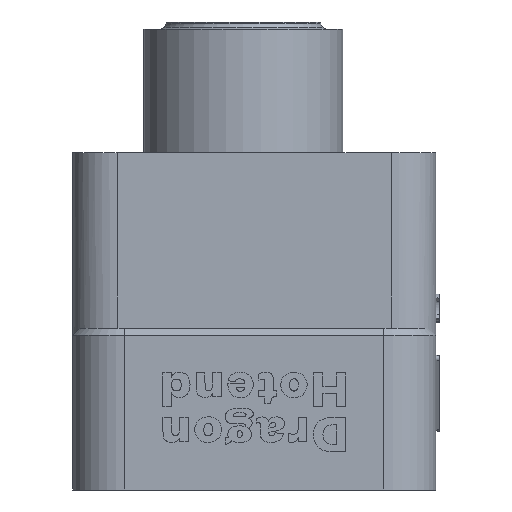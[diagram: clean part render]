
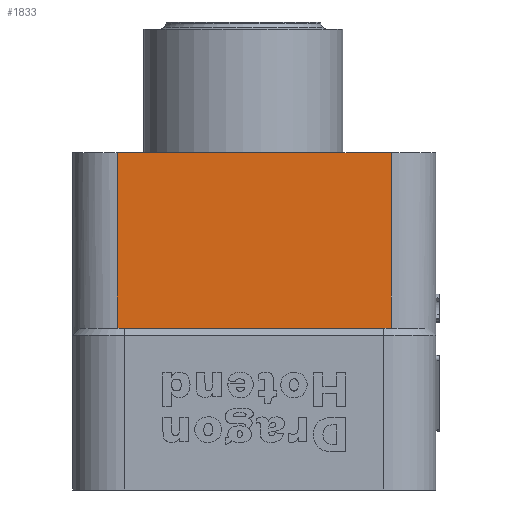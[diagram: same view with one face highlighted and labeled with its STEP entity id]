
A CAD part, front view. The second image highlights one B-rep face of the part: STEP entity #1833.
In plain terms, the highlighted planar face has unit normal (0, -1, 0).
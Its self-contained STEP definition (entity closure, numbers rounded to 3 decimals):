
#808=FACE_OUTER_BOUND('',#2906,.T.);
#1199=LINE('',#11193,#2329);
#1200=LINE('',#11210,#2330);
#1275=LINE('',#11532,#2405);
#1276=LINE('',#11534,#2406);
#1277=LINE('',#11536,#2407);
#1549=PLANE('',#7250);
#1833=ADVANCED_FACE('',(#808),#1549,.F.);
#2329=VECTOR('',#8003,1.);
#2330=VECTOR('',#8016,1.);
#2405=VECTOR('',#8371,1.);
#2406=VECTOR('',#8374,1.);
#2407=VECTOR('',#8375,1.);
#2906=EDGE_LOOP('',(#4146,#4147,#4148,#4149,#4150));
#4146=ORIENTED_EDGE('',*,*,#6106,.T.);
#4147=ORIENTED_EDGE('',*,*,#6263,.F.);
#4148=ORIENTED_EDGE('',*,*,#6264,.T.);
#4149=ORIENTED_EDGE('',*,*,#6265,.F.);
#4150=ORIENTED_EDGE('',*,*,#6099,.T.);
#5379=VERTEX_POINT('',#11194);
#5380=VERTEX_POINT('',#11195);
#5384=VERTEX_POINT('',#11209);
#5477=VERTEX_POINT('',#11531);
#5478=VERTEX_POINT('',#11535);
#6099=EDGE_CURVE('',#5379,#5380,#1199,.T.);
#6106=EDGE_CURVE('',#5380,#5384,#1200,.T.);
#6263=EDGE_CURVE('',#5477,#5384,#1275,.T.);
#6264=EDGE_CURVE('',#5477,#5478,#1276,.T.);
#6265=EDGE_CURVE('',#5379,#5478,#1277,.T.);
#7250=AXIS2_PLACEMENT_3D('',#11537,#8376,#8377);
#8003=DIRECTION('',(-1.,0.,0.));
#8016=DIRECTION('',(-1.,0.,0.));
#8371=DIRECTION('',(0.,0.,1.));
#8374=DIRECTION('',(1.,0.,0.));
#8375=DIRECTION('',(0.,0.,-1.));
#8376=DIRECTION('',(0.,1.,0.));
#8377=DIRECTION('',(0.,0.,1.));
#11193=CARTESIAN_POINT('',(-33.739,-6.685,88.05));
#11194=CARTESIAN_POINT('',(3.461,-6.685,88.05));
#11195=CARTESIAN_POINT('',(-6.489,-6.685,88.05));
#11209=CARTESIAN_POINT('',(-14.989,-6.685,88.05));
#11210=CARTESIAN_POINT('',(-33.739,-6.685,88.05));
#11531=CARTESIAN_POINT('',(-14.989,-6.685,76.25));
#11532=CARTESIAN_POINT('',(-14.989,-6.685,76.25));
#11534=CARTESIAN_POINT('',(-14.989,-6.685,76.25));
#11535=CARTESIAN_POINT('',(3.461,-6.685,76.25));
#11536=CARTESIAN_POINT('',(3.461,-6.685,88.05));
#11537=CARTESIAN_POINT('',(-33.739,-6.685,76.05));
